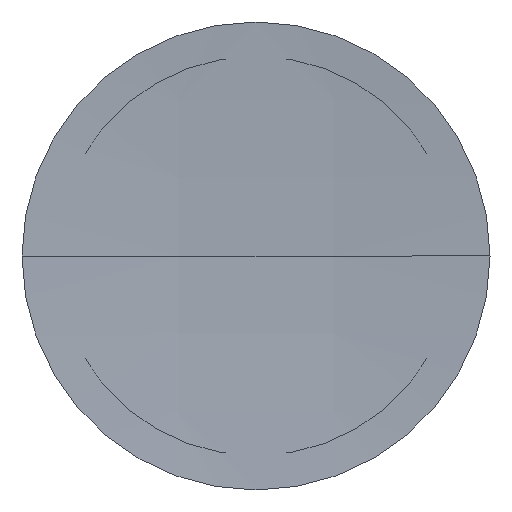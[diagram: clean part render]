
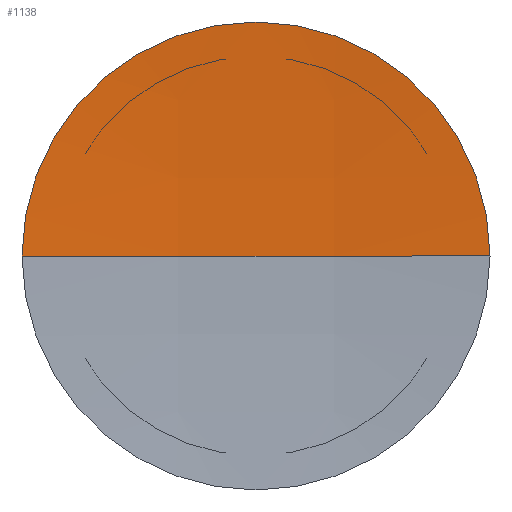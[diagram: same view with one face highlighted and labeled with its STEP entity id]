
A CAD part, left-side view. The second image highlights one B-rep face of the part: STEP entity #1138.
In plain terms, the highlighted free-form (B-spline) face has degree [3, 3] with [4, 4] control points.
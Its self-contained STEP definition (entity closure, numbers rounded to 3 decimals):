
#59 = DIRECTION ( 'NONE',  ( -1., 0., 0. ) ) ;
#109 = DIRECTION ( 'NONE',  ( 0., 0., -1. ) ) ;
#129 = CARTESIAN_POINT ( 'NONE',  ( -9.954, 2.566, 2.581 ) ) ;
#131 = CARTESIAN_POINT ( 'NONE',  ( -9.886, 1.712, 2.581 ) ) ;
#132 = CARTESIAN_POINT ( 'NONE',  ( -9.852, 0.856, 2.581 ) ) ;
#133 = CARTESIAN_POINT ( 'NONE',  ( -9.852, 0., 2.581 ) ) ;
#135 = CARTESIAN_POINT ( 'NONE',  ( -9.818, 2.577, 0.862 ) ) ;
#136 = CARTESIAN_POINT ( 'NONE',  ( -9.75, 1.719, 0.862 ) ) ;
#137 = CARTESIAN_POINT ( 'NONE',  ( -9.716, 0.86, 0.862 ) ) ;
#138 = CARTESIAN_POINT ( 'NONE',  ( -9.716, 0., 0.862 ) ) ;
#141 = CARTESIAN_POINT ( 'NONE',  ( -9.818, 2.577, -0.862 ) ) ;
#143 = CARTESIAN_POINT ( 'NONE',  ( -9.75, 1.719, -0.862 ) ) ;
#145 = CARTESIAN_POINT ( 'NONE',  ( -9.716, 0.86, -0.862 ) ) ;
#146 = CARTESIAN_POINT ( 'NONE',  ( -9.716, 0., -0.862 ) ) ;
#147 = CARTESIAN_POINT ( 'NONE',  ( -9.954, 2.566, -2.581 ) ) ;
#151 = CARTESIAN_POINT ( 'NONE',  ( -9.852, 0., -2.581 ) ) ;
#167 = CARTESIAN_POINT ( 'NONE',  ( -9.886, 1.712, -2.581 ) ) ;
#179 = CARTESIAN_POINT ( 'NONE',  ( -9.852, 0.856, -2.581 ) ) ;
#183 = CARTESIAN_POINT ( 'NONE',  ( -9.85, 0., -2.55 ) ) ;
#190 = DIRECTION ( 'NONE',  ( 0., -1., 0. ) ) ;
#191 = CARTESIAN_POINT ( 'NONE',  ( -9.85, 0., 2.55 ) ) ;
#255 = CARTESIAN_POINT ( 'NONE',  ( -9.85, 0., 0. ) ) ;
#256 = DIRECTION ( 'NONE',  ( 0., 0., -1. ) ) ;
#273 = CARTESIAN_POINT ( 'NONE',  ( -42.313, 0., 0. ) ) ;
#343 = VERTEX_POINT ( 'NONE', #191 ) ;
#351 = VERTEX_POINT ( 'NONE', #183 ) ;
#514 = AXIS2_PLACEMENT_3D ( 'NONE', #255, #59, #109 ) ;
#520 = AXIS2_PLACEMENT_3D ( 'NONE', #273, #190, #256 ) ;
#549 = EDGE_CURVE ( 'NONE', #351, #343, #955, .T. ) ;
#550 = EDGE_CURVE ( 'NONE', #343, #351, #953, .T. ) ;
#613 = ORIENTED_EDGE ( 'NONE', *, *, #550, .T. ) ;
#616 = ORIENTED_EDGE ( 'NONE', *, *, #549, .T. ) ;
#659 = EDGE_LOOP ( 'NONE', ( #613, #616 ) ) ;
#813 = FACE_OUTER_BOUND ( 'NONE', #659, .T. ) ;
#953 = CIRCLE ( 'NONE', #514, 2.55 ) ;
#955 = CIRCLE ( 'NONE', #520, 32.563 ) ;
#983 =( BOUNDED_SURFACE ( )  B_SPLINE_SURFACE ( 3, 3, ( 
 ( #151, #179, #167, #147 ),
 ( #146, #145, #143, #141 ),
 ( #138, #137, #136, #135 ),
 ( #133, #132, #131, #129 ) ),
 .UNSPECIFIED., .F., .F., .T. ) 
 B_SPLINE_SURFACE_WITH_KNOTS ( ( 4, 4 ),
 ( 4, 4 ),
 ( 0., 1. ),
 ( 0., 1. ),
 .UNSPECIFIED. ) 
 GEOMETRIC_REPRESENTATION_ITEM ( )  RATIONAL_B_SPLINE_SURFACE ( (
 ( 1., 0.999, 0.999, 1.),
 ( 0.998, 0.997, 0.997, 0.998),
 ( 0.998, 0.997, 0.997, 0.998),
 ( 1., 0.999, 0.999, 1.) ) ) 
 REPRESENTATION_ITEM ( '' )  SURFACE ( )  );
#1138 = ADVANCED_FACE ( 'NONE', ( #813 ), #983, .T. ) ;
